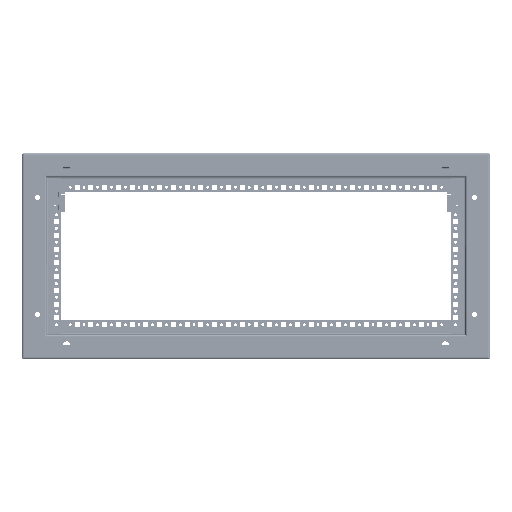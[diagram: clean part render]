
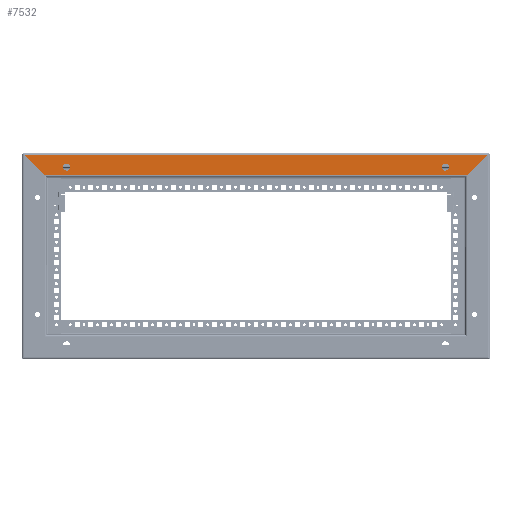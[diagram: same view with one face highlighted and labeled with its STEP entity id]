
A CAD part, front view. The second image highlights one B-rep face of the part: STEP entity #7532.
In plain terms, the highlighted planar face has unit normal (0, -1, 0).
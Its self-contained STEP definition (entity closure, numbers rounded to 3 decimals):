
#7532=ADVANCED_FACE('',(#20000,#20001,#20002),#20003,.T.);
#20000=FACE_OUTER_BOUND('',#40660,.T.);
#20001=FACE_BOUND('',#40661,.T.);
#20002=FACE_BOUND('',#40662,.T.);
#20003=PLANE('',#40663);
#40660=EDGE_LOOP('',(#64841,#64842,#64843,#64844));
#40661=EDGE_LOOP('',(#64845,#64846));
#40662=EDGE_LOOP('',(#64847,#64848));
#40663=AXIS2_PLACEMENT_3D('',#64849,#64850,#64851);
#64841=ORIENTED_EDGE('',*,*,#118175,.T.);
#64842=ORIENTED_EDGE('',*,*,#118177,.T.);
#64843=ORIENTED_EDGE('',*,*,#118081,.T.);
#64844=ORIENTED_EDGE('',*,*,#118063,.F.);
#64845=ORIENTED_EDGE('',*,*,#117141,.T.);
#64846=ORIENTED_EDGE('',*,*,#118039,.T.);
#64847=ORIENTED_EDGE('',*,*,#117136,.T.);
#64848=ORIENTED_EDGE('',*,*,#118042,.T.);
#64849=CARTESIAN_POINT('',(848.0,0.0,352.5));
#64850=DIRECTION('',(0.0,-1.0,0.0));
#64851=DIRECTION('',(0.0,0.0,-1.0));
#117136=EDGE_CURVE('',#140340,#140344,#140346,.T.);
#117141=EDGE_CURVE('',#140349,#140353,#140355,.T.);
#118039=EDGE_CURVE('',#140353,#140349,#141701,.T.);
#118042=EDGE_CURVE('',#140344,#140340,#141704,.T.);
#118063=EDGE_CURVE('',#141738,#141740,#141741,.T.);
#118081=EDGE_CURVE('',#141769,#141740,#141770,.T.);
#118175=EDGE_CURVE('',#141738,#141903,#141905,.T.);
#118177=EDGE_CURVE('',#141903,#141769,#141907,.T.);
#140340=VERTEX_POINT('',#174798);
#140344=VERTEX_POINT('',#174803);
#140346=CIRCLE('',#174806,6.5);
#140349=VERTEX_POINT('',#174809);
#140353=VERTEX_POINT('',#174814);
#140355=CIRCLE('',#174817,6.5);
#141701=CIRCLE('',#176603,6.5);
#141704=CIRCLE('',#176606,6.5);
#141738=VERTEX_POINT('',#176654);
#141740=VERTEX_POINT('',#176656);
#141741=LINE('',#176657,#176658);
#141769=VERTEX_POINT('',#176698);
#141770=LINE('',#176699,#176700);
#141903=VERTEX_POINT('',#176882);
#141905=LINE('',#176884,#176885);
#141907=LINE('',#176887,#176888);
#174798=CARTESIAN_POINT('',(87.5,0.0,349.0));
#174803=CARTESIAN_POINT('',(74.5,0.0,349.0));
#174806=AXIS2_PLACEMENT_3D('',#219425,#219426,#219427);
#174809=CARTESIAN_POINT('',(775.5,0.0,349.0));
#174814=CARTESIAN_POINT('',(762.5,0.0,349.0));
#174817=AXIS2_PLACEMENT_3D('',#219433,#219434,#219435);
#176603=AXIS2_PLACEMENT_3D('',#220572,#220573,#220574);
#176606=AXIS2_PLACEMENT_3D('',#220578,#220579,#220580);
#176654=CARTESIAN_POINT('',(809.,0.0,334.));
#176656=CARTESIAN_POINT('',(41.,0.0,334.));
#176657=CARTESIAN_POINT('',(848.0,0.,334.));
#176658=VECTOR('',#220604,1.0);
#176698=CARTESIAN_POINT('',(4.,0.0,371.));
#176699=CARTESIAN_POINT('',(229.,0.,146.));
#176700=VECTOR('',#220623,1.0);
#176882=CARTESIAN_POINT('',(846.,0.0,371.));
#176884=CARTESIAN_POINT('',(832.5,0.0,357.5));
#176885=VECTOR('',#220730,1.0);
#176887=CARTESIAN_POINT('',(848.0,0.0,371.0));
#176888=VECTOR('',#220731,1.0);
#219425=CARTESIAN_POINT('',(81.0,0.0,349.0));
#219426=DIRECTION('',(-0.0,1.0,0.0));
#219427=DIRECTION('',(1.0,0.0,0.0));
#219433=CARTESIAN_POINT('',(769.0,0.0,349.0));
#219434=DIRECTION('',(-0.0,1.0,0.0));
#219435=DIRECTION('',(1.0,0.0,0.0));
#220572=CARTESIAN_POINT('',(769.0,0.0,349.0));
#220573=DIRECTION('',(-0.0,1.0,0.0));
#220574=DIRECTION('',(1.0,0.0,0.0));
#220578=CARTESIAN_POINT('',(81.0,0.0,349.0));
#220579=DIRECTION('',(-0.0,1.0,0.0));
#220580=DIRECTION('',(1.0,0.0,0.0));
#220604=DIRECTION('',(-1.0,0.0,0.0));
#220623=DIRECTION('',(0.707,0.0,-0.707));
#220730=DIRECTION('',(0.707,0.0,0.707));
#220731=DIRECTION('',(-1.0,0.0,0.0));
